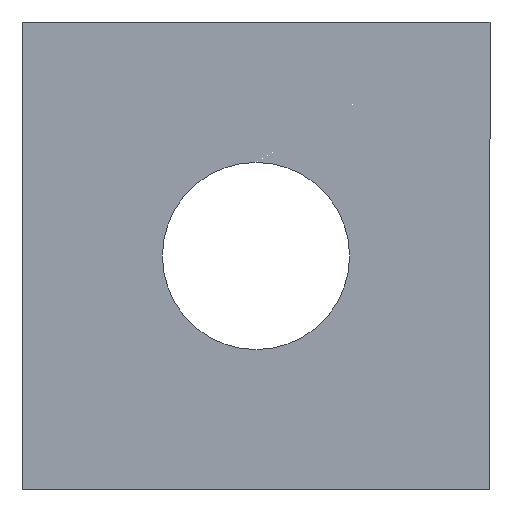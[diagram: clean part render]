
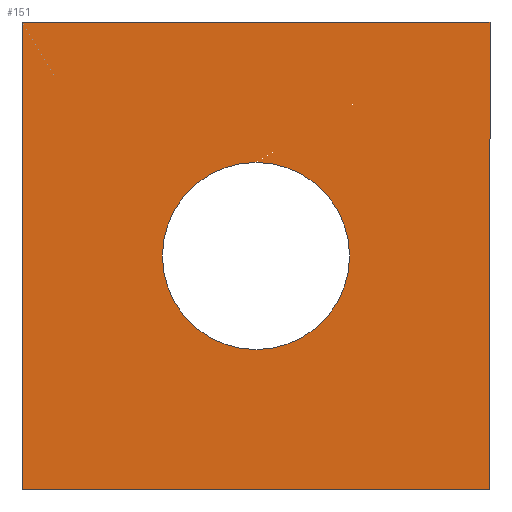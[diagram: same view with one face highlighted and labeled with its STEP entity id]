
A CAD part, front view. The second image highlights one B-rep face of the part: STEP entity #151.
In plain terms, the highlighted planar face has unit normal (0, -1, 0).
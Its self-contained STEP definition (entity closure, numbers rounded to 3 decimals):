
#4 = VERTEX_POINT ( 'NONE', #150 ) ;
#17 = EDGE_CURVE ( 'NONE', #4, #210, #276, .T. ) ;
#23 = FACE_BOUND ( 'NONE', #88, .T. ) ;
#24 = DIRECTION ( 'NONE',  ( 0., 1., 0. ) ) ;
#63 = CARTESIAN_POINT ( 'NONE',  ( -25., 0., 25. ) ) ;
#67 = CIRCLE ( 'NONE', #140, 10. ) ;
#70 = EDGE_CURVE ( 'NONE', #210, #176, #170, .T. ) ;
#82 = DIRECTION ( 'NONE',  ( 0., 0., 1. ) ) ;
#87 = CARTESIAN_POINT ( 'NONE',  ( 0., 0., 0. ) ) ;
#88 = EDGE_LOOP ( 'NONE', ( #245, #192 ) ) ;
#104 = VECTOR ( 'NONE', #309, 1000. ) ;
#106 = CARTESIAN_POINT ( 'NONE',  ( -25., 0., -25. ) ) ;
#115 = AXIS2_PLACEMENT_3D ( 'NONE', #280, #342, #371 ) ;
#116 = EDGE_CURVE ( 'NONE', #268, #4, #207, .T. ) ;
#118 = VERTEX_POINT ( 'NONE', #236 ) ;
#135 = DIRECTION ( 'NONE',  ( 0., 0., 1. ) ) ;
#139 = DIRECTION ( 'NONE',  ( 0., 0., -1. ) ) ;
#140 = AXIS2_PLACEMENT_3D ( 'NONE', #87, #326, #265 ) ;
#142 = CARTESIAN_POINT ( 'NONE',  ( -25., 0., 25. ) ) ;
#145 = EDGE_CURVE ( 'NONE', #218, #118, #67, .T. ) ;
#150 = CARTESIAN_POINT ( 'NONE',  ( 25., 0., -25. ) ) ;
#151 = ADVANCED_FACE ( 'NONE', ( #229, #23 ), #197, .F. ) ;
#153 = ORIENTED_EDGE ( 'NONE', *, *, #17, .F. ) ;
#170 = LINE ( 'NONE', #106, #287 ) ;
#176 = VERTEX_POINT ( 'NONE', #142 ) ;
#180 = DIRECTION ( 'NONE',  ( 1., 0., 0. ) ) ;
#192 = ORIENTED_EDGE ( 'NONE', *, *, #338, .T. ) ;
#195 = AXIS2_PLACEMENT_3D ( 'NONE', #362, #24, #135 ) ;
#197 = PLANE ( 'NONE',  #195 ) ;
#207 = LINE ( 'NONE', #355, #374 ) ;
#210 = VERTEX_POINT ( 'NONE', #260 ) ;
#215 = CARTESIAN_POINT ( 'NONE',  ( -25., 0., -25. ) ) ;
#218 = VERTEX_POINT ( 'NONE', #336 ) ;
#229 = FACE_OUTER_BOUND ( 'NONE', #263, .T. ) ;
#236 = CARTESIAN_POINT ( 'NONE',  ( 0., 0., 10. ) ) ;
#239 = CARTESIAN_POINT ( 'NONE',  ( 25., 0., 25. ) ) ;
#245 = ORIENTED_EDGE ( 'NONE', *, *, #145, .T. ) ;
#246 = VECTOR ( 'NONE', #180, 1000. ) ;
#253 = EDGE_CURVE ( 'NONE', #176, #268, #339, .T. ) ;
#260 = CARTESIAN_POINT ( 'NONE',  ( -25., 0., -25. ) ) ;
#263 = EDGE_LOOP ( 'NONE', ( #381, #271, #332, #153 ) ) ;
#265 = DIRECTION ( 'NONE',  ( 0., 0., 1. ) ) ;
#268 = VERTEX_POINT ( 'NONE', #239 ) ;
#271 = ORIENTED_EDGE ( 'NONE', *, *, #253, .F. ) ;
#276 = LINE ( 'NONE', #215, #104 ) ;
#280 = CARTESIAN_POINT ( 'NONE',  ( 0., 0., 0. ) ) ;
#287 = VECTOR ( 'NONE', #82, 1000. ) ;
#294 = CIRCLE ( 'NONE', #115, 10. ) ;
#309 = DIRECTION ( 'NONE',  ( -1., 0., 0. ) ) ;
#326 = DIRECTION ( 'NONE',  ( 0., 1., 0. ) ) ;
#332 = ORIENTED_EDGE ( 'NONE', *, *, #70, .F. ) ;
#336 = CARTESIAN_POINT ( 'NONE',  ( 0., 0., -10. ) ) ;
#338 = EDGE_CURVE ( 'NONE', #118, #218, #294, .T. ) ;
#339 = LINE ( 'NONE', #63, #246 ) ;
#342 = DIRECTION ( 'NONE',  ( 0., 1., 0. ) ) ;
#355 = CARTESIAN_POINT ( 'NONE',  ( 25., 0., -25. ) ) ;
#362 = CARTESIAN_POINT ( 'NONE',  ( 0., 0., 0. ) ) ;
#371 = DIRECTION ( 'NONE',  ( 0., 0., 1. ) ) ;
#374 = VECTOR ( 'NONE', #139, 1000. ) ;
#381 = ORIENTED_EDGE ( 'NONE', *, *, #116, .F. ) ;
